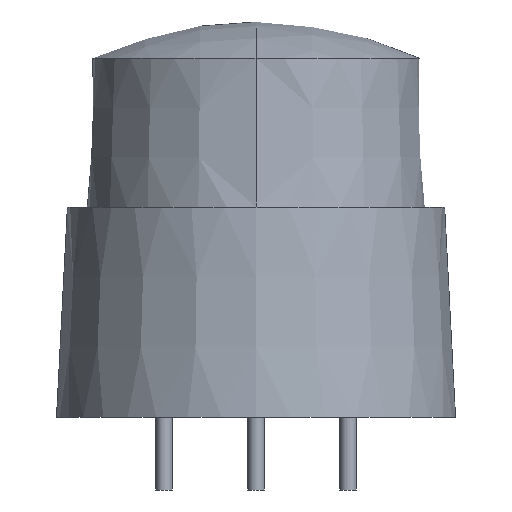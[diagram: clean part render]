
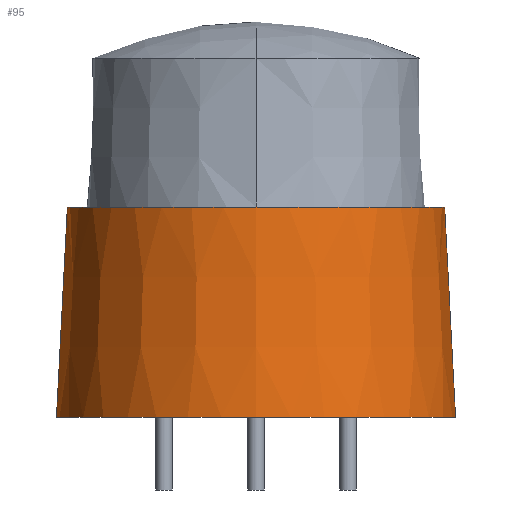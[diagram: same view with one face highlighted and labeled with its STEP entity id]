
A CAD part, front view. The second image highlights one B-rep face of the part: STEP entity #95.
In plain terms, the highlighted conical face has half-angle 2.961 degrees and reference radius 5.5 mm.
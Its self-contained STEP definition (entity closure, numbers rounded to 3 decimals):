
#6 = ORIENTED_EDGE ( 'NONE', *, *, #167, .F. ) ;
#12 = EDGE_CURVE ( 'NONE', #124, #454, #174, .T. ) ;
#21 = DIRECTION ( 'NONE',  ( -1., 0., 0. ) ) ;
#25 = CIRCLE ( 'NONE', #322, 5.5 ) ;
#36 = VERTEX_POINT ( 'NONE', #139 ) ;
#39 = VERTEX_POINT ( 'NONE', #281 ) ;
#41 = VECTOR ( 'NONE', #98, 1000. ) ;
#47 = LINE ( 'NONE', #265, #74 ) ;
#51 = AXIS2_PLACEMENT_3D ( 'NONE', #471, #356, #21 ) ;
#61 = CIRCLE ( 'NONE', #171, 5.2 ) ;
#67 = CONICAL_SURFACE ( 'NONE', #51, 5.5, 0.052 ) ;
#74 = VECTOR ( 'NONE', #340, 1000. ) ;
#80 = EDGE_CURVE ( 'NONE', #36, #454, #25, .T. ) ;
#95 = ADVANCED_FACE ( 'NONE', ( #168 ), #67, .T. ) ;
#98 = DIRECTION ( 'NONE',  ( 0.052, 0., -0.999 ) ) ;
#124 = VERTEX_POINT ( 'NONE', #140 ) ;
#139 = CARTESIAN_POINT ( 'NONE',  ( -5.5, 0., 0. ) ) ;
#140 = CARTESIAN_POINT ( 'NONE',  ( 5.2, 0., 5.8 ) ) ;
#144 = ORIENTED_EDGE ( 'NONE', *, *, #12, .F. ) ;
#167 = EDGE_CURVE ( 'NONE', #39, #124, #61, .T. ) ;
#168 = FACE_OUTER_BOUND ( 'NONE', #470, .T. ) ;
#171 = AXIS2_PLACEMENT_3D ( 'NONE', #185, #409, #370 ) ;
#174 = LINE ( 'NONE', #401, #41 ) ;
#185 = CARTESIAN_POINT ( 'NONE',  ( 0., 0., 5.8 ) ) ;
#202 = CARTESIAN_POINT ( 'NONE',  ( 0., 0., 0. ) ) ;
#231 = ORIENTED_EDGE ( 'NONE', *, *, #362, .T. ) ;
#265 = CARTESIAN_POINT ( 'NONE',  ( -5.5, 0., 0. ) ) ;
#267 = CARTESIAN_POINT ( 'NONE',  ( 5.5, 0., 0. ) ) ;
#281 = CARTESIAN_POINT ( 'NONE',  ( -5.2, 0., 5.8 ) ) ;
#282 = DIRECTION ( 'NONE',  ( 1., 0., 0. ) ) ;
#322 = AXIS2_PLACEMENT_3D ( 'NONE', #202, #354, #282 ) ;
#340 = DIRECTION ( 'NONE',  ( -0.052, 0., -0.999 ) ) ;
#354 = DIRECTION ( 'NONE',  ( 0., 0., 1. ) ) ;
#356 = DIRECTION ( 'NONE',  ( 0., 0., -1. ) ) ;
#362 = EDGE_CURVE ( 'NONE', #39, #36, #47, .T. ) ;
#370 = DIRECTION ( 'NONE',  ( 1., 0., 0. ) ) ;
#379 = ORIENTED_EDGE ( 'NONE', *, *, #80, .T. ) ;
#401 = CARTESIAN_POINT ( 'NONE',  ( 5.5, 0., 0. ) ) ;
#409 = DIRECTION ( 'NONE',  ( 0., 0., 1. ) ) ;
#454 = VERTEX_POINT ( 'NONE', #267 ) ;
#470 = EDGE_LOOP ( 'NONE', ( #144, #6, #231, #379 ) ) ;
#471 = CARTESIAN_POINT ( 'NONE',  ( 0., 0., 0. ) ) ;
